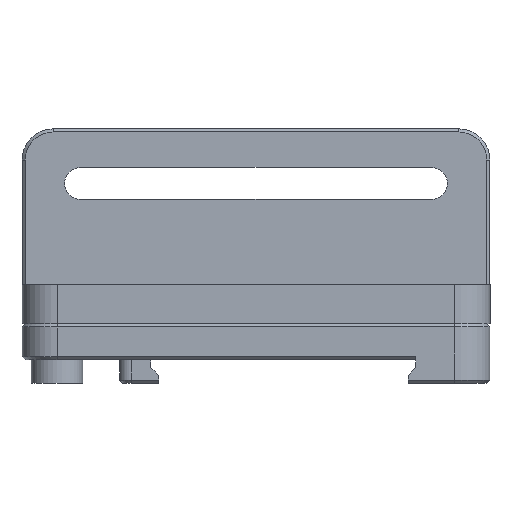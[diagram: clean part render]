
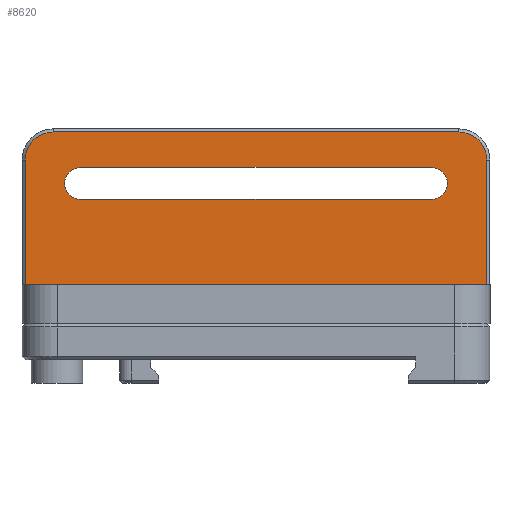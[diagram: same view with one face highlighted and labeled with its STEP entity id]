
A CAD part, left-side view. The second image highlights one B-rep face of the part: STEP entity #8620.
In plain terms, the highlighted planar face has unit normal (-1, 0, 0).
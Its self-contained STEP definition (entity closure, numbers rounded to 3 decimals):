
#317=FACE_BOUND('',#1882,.T.);
#991=CIRCLE('',#9310,3.6);
#993=CIRCLE('',#9314,3.6);
#994=CIRCLE('',#9317,2.05);
#995=CIRCLE('',#9318,2.05);
#1372=FACE_OUTER_BOUND('',#1881,.T.);
#1881=EDGE_LOOP('',(#7020,#7021,#7022,#7023,#7024,#7025));
#1882=EDGE_LOOP('',(#7026,#7027,#7028,#7029));
#2427=LINE('',#18196,#3061);
#2431=LINE('',#18208,#3065);
#2437=LINE('',#18223,#3071);
#2438=LINE('',#18225,#3072);
#2439=LINE('',#18230,#3073);
#2440=LINE('',#18233,#3074);
#3061=VECTOR('',#10627,10.);
#3065=VECTOR('',#10639,10.);
#3071=VECTOR('',#10653,10.);
#3072=VECTOR('',#10656,10.);
#3073=VECTOR('',#10659,10.);
#3074=VECTOR('',#10662,10.);
#3852=VERTEX_POINT('',#18193);
#3853=VERTEX_POINT('',#18195);
#3855=VERTEX_POINT('',#18201);
#3857=VERTEX_POINT('',#18207);
#3859=VERTEX_POINT('',#18213);
#3861=VERTEX_POINT('',#18219);
#3863=VERTEX_POINT('',#18226);
#3864=VERTEX_POINT('',#18227);
#3865=VERTEX_POINT('',#18229);
#3866=VERTEX_POINT('',#18231);
#4964=EDGE_CURVE('',#3852,#3853,#2427,.T.);
#4969=EDGE_CURVE('',#3853,#3855,#991,.T.);
#4970=EDGE_CURVE('',#3855,#3857,#2431,.T.);
#4975=EDGE_CURVE('',#3857,#3859,#993,.T.);
#4978=EDGE_CURVE('',#3859,#3861,#2437,.T.);
#4979=EDGE_CURVE('',#3852,#3861,#2438,.T.);
#4980=EDGE_CURVE('',#3863,#3864,#994,.T.);
#4981=EDGE_CURVE('',#3865,#3863,#2439,.T.);
#4982=EDGE_CURVE('',#3866,#3865,#995,.T.);
#4983=EDGE_CURVE('',#3864,#3866,#2440,.T.);
#7020=ORIENTED_EDGE('',*,*,#4978,.F.);
#7021=ORIENTED_EDGE('',*,*,#4975,.F.);
#7022=ORIENTED_EDGE('',*,*,#4970,.F.);
#7023=ORIENTED_EDGE('',*,*,#4969,.F.);
#7024=ORIENTED_EDGE('',*,*,#4964,.F.);
#7025=ORIENTED_EDGE('',*,*,#4979,.T.);
#7026=ORIENTED_EDGE('',*,*,#4980,.F.);
#7027=ORIENTED_EDGE('',*,*,#4981,.F.);
#7028=ORIENTED_EDGE('',*,*,#4982,.F.);
#7029=ORIENTED_EDGE('',*,*,#4983,.F.);
#8261=PLANE('',#9316);
#8620=ADVANCED_FACE('',(#1372,#317),#8261,.F.);
#9310=AXIS2_PLACEMENT_3D('',#18205,#10635,#10636);
#9314=AXIS2_PLACEMENT_3D('',#18217,#10647,#10648);
#9316=AXIS2_PLACEMENT_3D('',#18224,#10654,#10655);
#9317=AXIS2_PLACEMENT_3D('',#18228,#10657,#10658);
#9318=AXIS2_PLACEMENT_3D('',#18232,#10660,#10661);
#10627=DIRECTION('',(0.,0.,1.));
#10635=DIRECTION('center_axis',(1.,0.,0.));
#10636=DIRECTION('ref_axis',(0.,0.707,0.707));
#10639=DIRECTION('',(0.,-1.,0.));
#10647=DIRECTION('center_axis',(1.,0.,0.));
#10648=DIRECTION('ref_axis',(0.,-0.707,0.707));
#10653=DIRECTION('',(0.,0.,-1.));
#10654=DIRECTION('center_axis',(1.,0.,0.));
#10655=DIRECTION('ref_axis',(0.,1.,0.));
#10656=DIRECTION('',(0.,-1.,0.));
#10657=DIRECTION('center_axis',(-1.,0.,0.));
#10658=DIRECTION('ref_axis',(0.,0.,
-1.));
#10659=DIRECTION('',(0.,1.,0.));
#10660=DIRECTION('center_axis',(-1.,0.,0.));
#10661=DIRECTION('ref_axis',(0.,0.,
1.));
#10662=DIRECTION('',(0.,-1.,0.));
#18193=CARTESIAN_POINT('',(-35.644,294.945,-565.097));
#18195=CARTESIAN_POINT('',(-35.644,294.945,-549.097));
#18196=CARTESIAN_POINT('',(-35.644,294.945,-563.847));
#18201=CARTESIAN_POINT('',(-35.644,291.345,-545.497));
#18205=CARTESIAN_POINT('Origin',(-35.644,291.345,-549.097));
#18207=CARTESIAN_POINT('',(-35.644,239.345,-545.497));
#18208=CARTESIAN_POINT('',(-35.644,280.345,-545.497));
#18213=CARTESIAN_POINT('',(-35.644,235.745,-549.097));
#18217=CARTESIAN_POINT('Origin',(-35.644,239.345,-549.097));
#18219=CARTESIAN_POINT('',(-35.644,235.745,-565.097));
#18223=CARTESIAN_POINT('',(-35.644,235.745,-551.347));
#18224=CARTESIAN_POINT('Origin',(-35.644,265.345,-557.597));
#18225=CARTESIAN_POINT('',(-35.644,250.345,-565.097));
#18226=CARTESIAN_POINT('',(-35.644,287.845,-550.047));
#18227=CARTESIAN_POINT('',(-35.644,287.845,-554.147));
#18228=CARTESIAN_POINT('Origin',(-35.644,287.845,-552.097));
#18229=CARTESIAN_POINT('',(-35.644,242.845,-550.047));
#18230=CARTESIAN_POINT('',(-35.644,287.845,-550.047));
#18231=CARTESIAN_POINT('',(-35.644,242.845,-554.147));
#18232=CARTESIAN_POINT('Origin',(-35.644,242.845,-552.097));
#18233=CARTESIAN_POINT('',(-35.644,242.845,-554.147));
